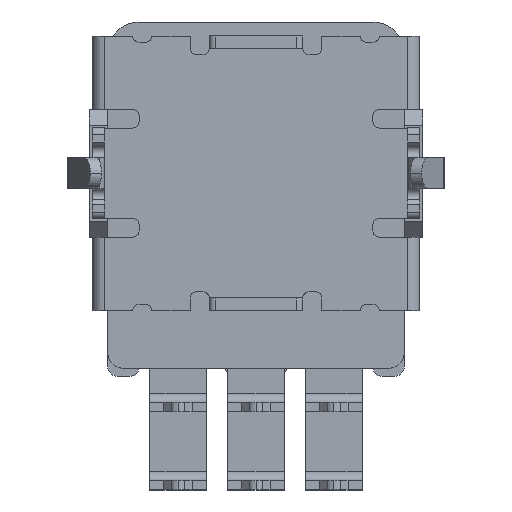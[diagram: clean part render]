
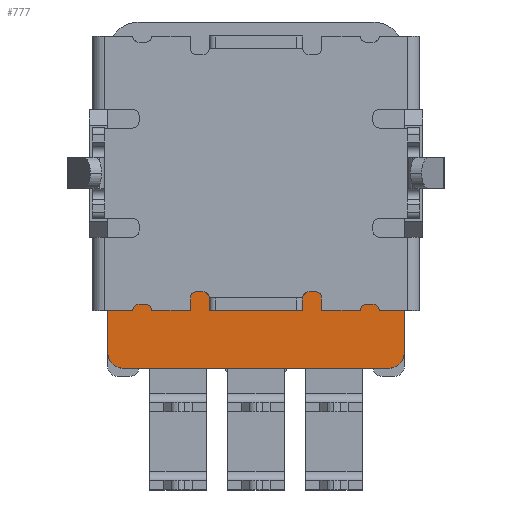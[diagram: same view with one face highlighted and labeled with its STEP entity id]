
A CAD part, top view. The second image highlights one B-rep face of the part: STEP entity #777.
In plain terms, the highlighted planar face has unit normal (0, 0, 1).
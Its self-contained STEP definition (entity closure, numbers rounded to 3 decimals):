
#777=ADVANCED_FACE('NONE',(#1840),#1841,.F.);
#1840=FACE_OUTER_BOUND('',#3194,.T.);
#1841=PLANE('',#3195);
#3194=EDGE_LOOP('',(#6167,#6168,#6169,#6170,#6171,#6172,#6173,#6174,#6175,#6176,#6177,#6178,#6179,#6180,#6181,#6182,#6183,#6184,#6185,#6186,#6187,#6188,#6189,#6190));
#3195=AXIS2_PLACEMENT_3D('',#6191,#6192,#6193);
#6167=ORIENTED_EDGE('',*,*,#9666,.T.);
#6168=ORIENTED_EDGE('',*,*,#9667,.T.);
#6169=ORIENTED_EDGE('',*,*,#9246,.F.);
#6170=ORIENTED_EDGE('',*,*,#9668,.T.);
#6171=ORIENTED_EDGE('',*,*,#9669,.F.);
#6172=ORIENTED_EDGE('',*,*,#9670,.T.);
#6173=ORIENTED_EDGE('',*,*,#9218,.F.);
#6174=ORIENTED_EDGE('',*,*,#9671,.T.);
#6175=ORIENTED_EDGE('',*,*,#9672,.T.);
#6176=ORIENTED_EDGE('',*,*,#9673,.T.);
#6177=ORIENTED_EDGE('',*,*,#9674,.T.);
#6178=ORIENTED_EDGE('',*,*,#9675,.T.);
#6179=ORIENTED_EDGE('',*,*,#9676,.T.);
#6180=ORIENTED_EDGE('',*,*,#9677,.T.);
#6181=ORIENTED_EDGE('',*,*,#9678,.T.);
#6182=ORIENTED_EDGE('',*,*,#9679,.T.);
#6183=ORIENTED_EDGE('',*,*,#9680,.T.);
#6184=ORIENTED_EDGE('',*,*,#9681,.T.);
#6185=ORIENTED_EDGE('',*,*,#9682,.F.);
#6186=ORIENTED_EDGE('',*,*,#9683,.T.);
#6187=ORIENTED_EDGE('',*,*,#9684,.F.);
#6188=ORIENTED_EDGE('',*,*,#9685,.T.);
#6189=ORIENTED_EDGE('',*,*,#9686,.T.);
#6190=ORIENTED_EDGE('',*,*,#9687,.F.);
#6191=CARTESIAN_POINT('',(-4.75,-6.25,6.25));
#6192=DIRECTION('',(0.,0.,-1.0));
#6193=DIRECTION('',(-1.0,0.0,0.));
#9218=EDGE_CURVE('NONE',#11055,#11057,#11058,.T.);
#9246=EDGE_CURVE('NONE',#11105,#11107,#11108,.T.);
#9666=EDGE_CURVE('NONE',#11707,#11708,#11709,.T.);
#9667=EDGE_CURVE('NONE',#11708,#11107,#11710,.T.);
#9668=EDGE_CURVE('NONE',#11105,#11711,#11712,.T.);
#9669=EDGE_CURVE('NONE',#11713,#11711,#11714,.T.);
#9670=EDGE_CURVE('NONE',#11713,#11057,#11715,.T.);
#9671=EDGE_CURVE('NONE',#11055,#11716,#11717,.T.);
#9672=EDGE_CURVE('NONE',#11716,#11718,#11719,.T.);
#9673=EDGE_CURVE('NONE',#11718,#11720,#11721,.T.);
#9674=EDGE_CURVE('NONE',#11720,#11722,#11723,.T.);
#9675=EDGE_CURVE('NONE',#11722,#11724,#11725,.T.);
#9676=EDGE_CURVE('NONE',#11724,#11726,#11727,.T.);
#9677=EDGE_CURVE('NONE',#11726,#11728,#11729,.T.);
#9678=EDGE_CURVE('NONE',#11728,#11730,#11731,.T.);
#9679=EDGE_CURVE('NONE',#11730,#11732,#11733,.T.);
#9680=EDGE_CURVE('NONE',#11732,#11734,#11735,.T.);
#9681=EDGE_CURVE('NONE',#11734,#11736,#11737,.T.);
#9682=EDGE_CURVE('NONE',#11738,#11736,#11739,.T.);
#9683=EDGE_CURVE('NONE',#11738,#11740,#11741,.T.);
#9684=EDGE_CURVE('NONE',#11742,#11740,#11743,.T.);
#9685=EDGE_CURVE('NONE',#11742,#11744,#11745,.T.);
#9686=EDGE_CURVE('NONE',#11744,#11746,#11747,.T.);
#9687=EDGE_CURVE('NONE',#11707,#11746,#11748,.T.);
#11055=VERTEX_POINT('NONE',#14044);
#11057=VERTEX_POINT('NONE',#14047);
#11058=LINE('',#14048,#14049);
#11105=VERTEX_POINT('NONE',#14116);
#11107=VERTEX_POINT('NONE',#14119);
#11108=LINE('',#14120,#14121);
#11707=VERTEX_POINT('NONE',#14975);
#11708=VERTEX_POINT('NONE',#14976);
#11709=CIRCLE('',#14977,0.2);
#11710=LINE('',#14978,#14979);
#11711=VERTEX_POINT('NONE',#14980);
#11712=CIRCLE('',#14981,0.5);
#11713=VERTEX_POINT('NONE',#14982);
#11714=LINE('',#14983,#14984);
#11715=CIRCLE('',#14985,0.5);
#11716=VERTEX_POINT('NONE',#14986);
#11717=LINE('',#14987,#14988);
#11718=VERTEX_POINT('NONE',#14989);
#11719=CIRCLE('',#14990,0.2);
#11720=VERTEX_POINT('NONE',#14991);
#11721=LINE('',#14992,#14993);
#11722=VERTEX_POINT('NONE',#14994);
#11723=CIRCLE('',#14995,0.2);
#11724=VERTEX_POINT('NONE',#14996);
#11725=LINE('',#14997,#14998);
#11726=VERTEX_POINT('NONE',#14999);
#11727=LINE('',#15000,#15001);
#11728=VERTEX_POINT('NONE',#15002);
#11729=CIRCLE('',#15003,0.2);
#11730=VERTEX_POINT('NONE',#15004);
#11731=LINE('',#15005,#15006);
#11732=VERTEX_POINT('NONE',#15007);
#11733=CIRCLE('',#15008,0.2);
#11734=VERTEX_POINT('NONE',#15009);
#11735=LINE('',#15010,#15011);
#11736=VERTEX_POINT('NONE',#15012);
#11737=CIRCLE('',#15013,0.2);
#11738=VERTEX_POINT('NONE',#15014);
#11739=LINE('',#15015,#15016);
#11740=VERTEX_POINT('NONE',#15017);
#11741=CIRCLE('',#15018,0.2);
#11742=VERTEX_POINT('NONE',#15019);
#11743=LINE('',#15020,#15021);
#11744=VERTEX_POINT('NONE',#15022);
#11745=LINE('',#15023,#15024);
#11746=VERTEX_POINT('NONE',#15025);
#11747=CIRCLE('',#15026,0.2);
#11748=LINE('',#15027,#15028);
#14044=CARTESIAN_POINT('',(4.75,-4.4,6.25));
#14047=CARTESIAN_POINT('',(4.75,-5.75,6.25));
#14048=CARTESIAN_POINT('',(4.75,4.85,6.25));
#14049=VECTOR('',#17757,1000.0);
#14116=CARTESIAN_POINT('',(-4.75,-5.75,6.25));
#14119=CARTESIAN_POINT('',(-4.75,-4.4,6.25));
#14120=CARTESIAN_POINT('',(-4.75,4.85,6.25));
#14121=VECTOR('',#17788,1000.0);
#14975=CARTESIAN_POINT('',(-3.75,-4.2,6.25));
#14976=CARTESIAN_POINT('',(-3.95,-4.4,6.25));
#14977=AXIS2_PLACEMENT_3D('',#18176,#18177,#18178);
#14978=CARTESIAN_POINT('',(-5.25,-4.4,6.25));
#14979=VECTOR('',#18179,1000.0);
#14980=CARTESIAN_POINT('',(-4.25,-6.25,6.25));
#14981=AXIS2_PLACEMENT_3D('',#18180,#18181,#18182);
#14982=CARTESIAN_POINT('',(4.25,-6.25,6.25));
#14983=CARTESIAN_POINT('',(4.75,-6.25,6.25));
#14984=VECTOR('',#18183,1000.0);
#14985=AXIS2_PLACEMENT_3D('',#18184,#18185,#18186);
#14986=CARTESIAN_POINT('',(3.95,-4.4,6.25));
#14987=CARTESIAN_POINT('',(-5.25,-4.4,6.25));
#14988=VECTOR('',#18187,1000.0);
#14989=CARTESIAN_POINT('',(3.75,-4.2,6.25));
#14990=AXIS2_PLACEMENT_3D('',#18188,#18189,#18190);
#14991=CARTESIAN_POINT('',(3.55,-4.2,6.25));
#14992=CARTESIAN_POINT('',(3.35,-4.2,6.25));
#14993=VECTOR('',#18191,1000.0);
#14994=CARTESIAN_POINT('',(3.35,-4.4,6.25));
#14995=AXIS2_PLACEMENT_3D('',#18192,#18193,#18194);
#14996=CARTESIAN_POINT('',(2.1,-4.4,6.25));
#14997=CARTESIAN_POINT('',(-5.25,-4.4,6.25));
#14998=VECTOR('',#18195,1000.0);
#14999=CARTESIAN_POINT('',(2.1,-4.0,6.25));
#15000=CARTESIAN_POINT('',(2.1,-4.4,6.25));
#15001=VECTOR('',#18196,1000.0);
#15002=CARTESIAN_POINT('',(1.9,-3.8,6.25));
#15003=AXIS2_PLACEMENT_3D('',#18197,#18198,#18199);
#15004=CARTESIAN_POINT('',(1.7,-3.8,6.25));
#15005=CARTESIAN_POINT('',(1.5,-3.8,6.25));
#15006=VECTOR('',#18200,1000.0);
#15007=CARTESIAN_POINT('',(1.5,-4.0,6.25));
#15008=AXIS2_PLACEMENT_3D('',#18201,#18202,#18203);
#15009=CARTESIAN_POINT('',(-1.5,-4.0,6.25));
#15010=CARTESIAN_POINT('',(-5.25,-4.0,6.25));
#15011=VECTOR('',#18204,1000.0);
#15012=CARTESIAN_POINT('',(-1.7,-3.8,6.25));
#15013=AXIS2_PLACEMENT_3D('',#18205,#18206,#18207);
#15014=CARTESIAN_POINT('',(-1.9,-3.8,6.25));
#15015=CARTESIAN_POINT('',(-1.5,-3.8,6.25));
#15016=VECTOR('',#18208,1000.0);
#15017=CARTESIAN_POINT('',(-2.1,-4.0,6.25));
#15018=AXIS2_PLACEMENT_3D('',#18209,#18210,#18211);
#15019=CARTESIAN_POINT('',(-2.1,-4.4,6.25));
#15020=CARTESIAN_POINT('',(-2.1,-4.4,6.25));
#15021=VECTOR('',#18212,1000.0);
#15022=CARTESIAN_POINT('',(-3.35,-4.4,6.25));
#15023=CARTESIAN_POINT('',(-5.25,-4.4,6.25));
#15024=VECTOR('',#18213,1000.0);
#15025=CARTESIAN_POINT('',(-3.55,-4.2,6.25));
#15026=AXIS2_PLACEMENT_3D('',#18214,#18215,#18216);
#15027=CARTESIAN_POINT('',(-3.35,-4.2,6.25));
#15028=VECTOR('',#18217,1000.0);
#17757=DIRECTION('',(0.,-1.0,0.));
#17788=DIRECTION('',(0.,1.0,0.));
#18176=CARTESIAN_POINT('',(-3.75,-4.4,6.25));
#18177=DIRECTION('',(0.,0.0,1.0));
#18178=DIRECTION('',(0.0,1.0,0.0));
#18179=DIRECTION('',(-1.0,0.,0.));
#18180=CARTESIAN_POINT('',(-4.25,-5.75,6.25));
#18181=DIRECTION('',(0.0,0.,1.0));
#18182=DIRECTION('',(-1.0,0.0,0.0));
#18183=DIRECTION('',(-1.0,0.,0.));
#18184=CARTESIAN_POINT('',(4.25,-5.75,6.25));
#18185=DIRECTION('',(0.,0.,1.0));
#18186=DIRECTION('',(-1.0,0.,0.0));
#18187=DIRECTION('',(-1.0,0.,0.));
#18188=CARTESIAN_POINT('',(3.75,-4.4,6.25));
#18189=DIRECTION('',(0.,0.0,1.0));
#18190=DIRECTION('',(0.0,1.0,0.0));
#18191=DIRECTION('',(-1.0,0.0,0.));
#18192=CARTESIAN_POINT('',(3.55,-4.4,6.25));
#18193=DIRECTION('',(0.,0.0,1.0));
#18194=DIRECTION('',(0.0,1.0,0.0));
#18195=DIRECTION('',(-1.0,0.,0.));
#18196=DIRECTION('',(0.,1.0,0.));
#18197=CARTESIAN_POINT('',(1.9,-4.0,6.25));
#18198=DIRECTION('',(0.,0.0,1.0));
#18199=DIRECTION('',(0.0,1.0,0.0));
#18200=DIRECTION('',(-1.0,0.0,0.));
#18201=CARTESIAN_POINT('',(1.7,-4.0,6.25));
#18202=DIRECTION('',(0.,0.0,1.0));
#18203=DIRECTION('',(0.0,1.0,0.0));
#18204=DIRECTION('',(-1.0,0.,0.));
#18205=CARTESIAN_POINT('',(-1.7,-4.0,6.25));
#18206=DIRECTION('',(0.,0.0,1.0));
#18207=DIRECTION('',(0.0,1.0,0.0));
#18208=DIRECTION('',(1.0,0.0,0.));
#18209=CARTESIAN_POINT('',(-1.9,-4.0,6.25));
#18210=DIRECTION('',(0.,0.0,1.0));
#18211=DIRECTION('',(0.0,1.0,0.0));
#18212=DIRECTION('',(0.,1.0,0.));
#18213=DIRECTION('',(-1.0,0.,0.));
#18214=CARTESIAN_POINT('',(-3.55,-4.4,6.25));
#18215=DIRECTION('',(0.,0.0,1.0));
#18216=DIRECTION('',(0.0,1.0,0.0));
#18217=DIRECTION('',(1.0,0.0,0.));
